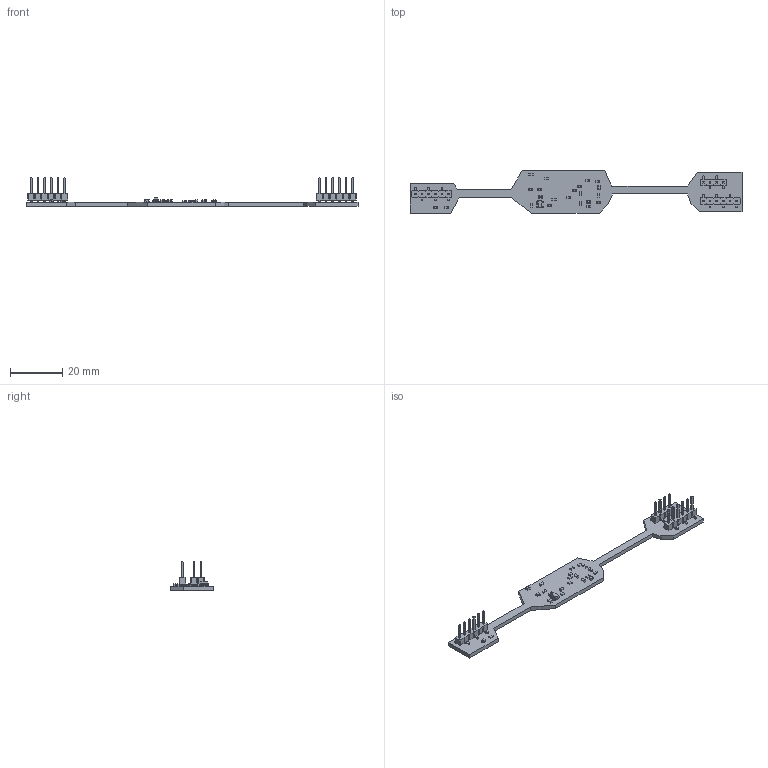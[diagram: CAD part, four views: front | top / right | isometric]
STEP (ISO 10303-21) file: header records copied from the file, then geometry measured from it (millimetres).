
FILE_DESCRIPTION(('KiCad electronic assembly'),'2;1');
FILE_NAME('VineHoop_Flex_V1.step','2020-07-27T11:09:50',('An Author'),( 'A Company'),'Open CASCADE STEP processor 6.9', 'KiCad to STEP converter','Unknown');
FILE_SCHEMA(('AUTOMOTIVE_DESIGN { 1 0 10303 214 1 1 1 1 }'));
Length unit declared in the file: millimetre
Products named in the file (14): Open CASCADE STEP translator 6.9 1; R_0603_1608Metric; SOLID; LED_0603_1608Metric; C_0603_1608Metric; PinHeader_1x04_P2.54mm_Vertical_SMD_Pin1Right; SOT-23-5; PinHeader_1x06_P2.54mm_Vertical_SMD_Pin1Right
Assembly tree (33 placements, depth 3):
  Open CASCADE STEP translator 6.9 1
    R_0603_1608Metric  x11
      SOLID
    LED_0603_1608Metric  x2
      SOLID
    C_0603_1608Metric  x9
      SOLID
    PinHeader_1x04_P2.54mm_Vertical_SMD_Pin1Right
      SOLID
    SOT-23-5
      SOLID
    PinHeader_1x06_P2.54mm_Vertical_SMD_Pin1Right  x2
      SOLID
    SOLID
Bounding box: 127 x 16.26 x 10.95 mm (x, y, z)
Volume: 2286 mm3; surface area: 3883.9 mm2
Topology: 27 solids, 27 shells, 1215 faces, 3095 edges, 1986 vertices
Faces by surface type: plane 938, cylinder 248, bspline 29
Entity records: 35834 total; most frequent: CARTESIAN_POINT 5725, DIRECTION 4915, LINE 3575, VECTOR 3575, ORIENTED_EDGE 2596, PCURVE 2596, DEFINITIONAL_REPRESENTATION 2596, EDGE_CURVE 1298
